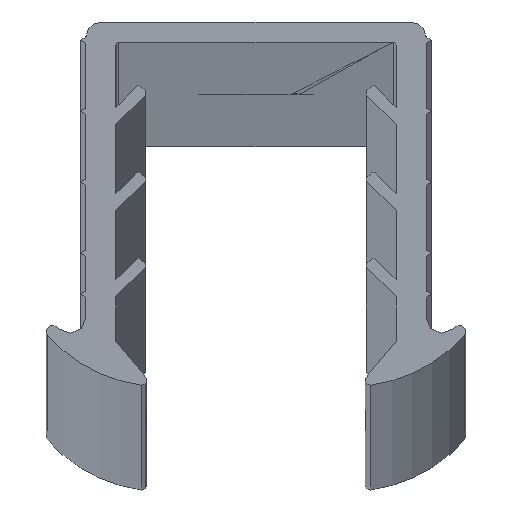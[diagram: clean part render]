
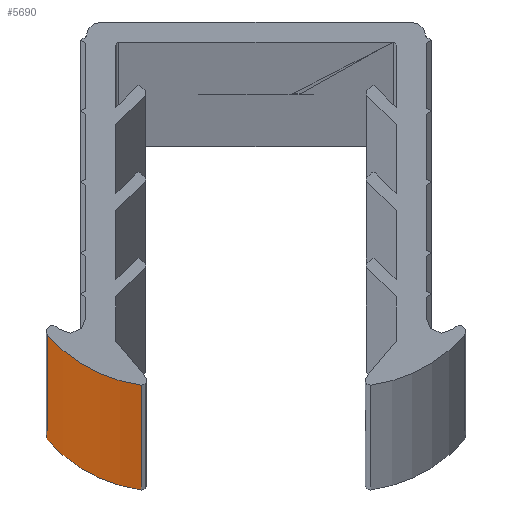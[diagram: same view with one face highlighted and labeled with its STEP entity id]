
A CAD part, top view. The second image highlights one B-rep face of the part: STEP entity #5690.
In plain terms, the highlighted cylindrical face has radius 15.3 mm (diameter 30.6 mm), a partial arc.
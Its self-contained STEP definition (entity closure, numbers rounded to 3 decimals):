
#1149 = DIRECTION ( 'NONE',  ( 0., 0., -1. ) ) ;
#1317 = LINE ( 'NONE', #2969, #16737 ) ;
#1623 = LINE ( 'NONE', #3971, #9052 ) ;
#1627 = DIRECTION ( 'NONE',  ( 0., 0., -1. ) ) ;
#1684 = DIRECTION ( 'NONE',  ( 1., 0., 0. ) ) ;
#1899 = ORIENTED_EDGE ( 'NONE', *, *, #10970, .T. ) ;
#2605 = ORIENTED_EDGE ( 'NONE', *, *, #8188, .F. ) ;
#2969 = CARTESIAN_POINT ( 'NONE',  ( -20.844, -31.302, 3000. ) ) ;
#3208 = CARTESIAN_POINT ( 'NONE',  ( -9.401, -21.146, -3000. ) ) ;
#3395 = DIRECTION ( 'NONE',  ( 0., 0., 1. ) ) ;
#3971 = CARTESIAN_POINT ( 'NONE',  ( -11.468, -36.305, 3000. ) ) ;
#4438 = CARTESIAN_POINT ( 'NONE',  ( -20.844, -31.302, -3000. ) ) ;
#4519 = FACE_OUTER_BOUND ( 'NONE', #8792, .T. ) ;
#4958 = VERTEX_POINT ( 'NONE', #5958 ) ;
#5333 = EDGE_CURVE ( 'NONE', #8661, #9299, #7598, .T. ) ;
#5441 = VERTEX_POINT ( 'NONE', #17404 ) ;
#5690 = ADVANCED_FACE ( 'NONE', ( #4519 ), #5820, .T. ) ;
#5820 = CYLINDRICAL_SURFACE ( 'NONE', #7269, 15.3 ) ;
#5947 = ORIENTED_EDGE ( 'NONE', *, *, #12124, .F. ) ;
#5958 = CARTESIAN_POINT ( 'NONE',  ( -20.844, -31.302, 3000. ) ) ;
#7269 = AXIS2_PLACEMENT_3D ( 'NONE', #9733, #1149, #12288 ) ;
#7598 = CIRCLE ( 'NONE', #11353, 15.3 ) ;
#8066 = DIRECTION ( 'NONE',  ( 0., 0., -1. ) ) ;
#8188 = EDGE_CURVE ( 'NONE', #5441, #9299, #1623, .T. ) ;
#8661 = VERTEX_POINT ( 'NONE', #4438 ) ;
#8792 = EDGE_LOOP ( 'NONE', ( #12480, #2605, #5947, #1899 ) ) ;
#9052 = VECTOR ( 'NONE', #8066, 1000. ) ;
#9299 = VERTEX_POINT ( 'NONE', #13230 ) ;
#9733 = CARTESIAN_POINT ( 'NONE',  ( -9.401, -21.146, 3000. ) ) ;
#9786 = CIRCLE ( 'NONE', #10932, 15.3 ) ;
#10932 = AXIS2_PLACEMENT_3D ( 'NONE', #13198, #3395, #13139 ) ;
#10970 = EDGE_CURVE ( 'NONE', #4958, #8661, #1317, .T. ) ;
#11353 = AXIS2_PLACEMENT_3D ( 'NONE', #3208, #11442, #1684 ) ;
#11442 = DIRECTION ( 'NONE',  ( 0., 0., 1. ) ) ;
#12124 = EDGE_CURVE ( 'NONE', #4958, #5441, #9786, .T. ) ;
#12288 = DIRECTION ( 'NONE',  ( -1., 0., 0. ) ) ;
#12480 = ORIENTED_EDGE ( 'NONE', *, *, #5333, .T. ) ;
#13139 = DIRECTION ( 'NONE',  ( 1., 0., 0. ) ) ;
#13198 = CARTESIAN_POINT ( 'NONE',  ( -9.401, -21.146, 3000. ) ) ;
#13230 = CARTESIAN_POINT ( 'NONE',  ( -11.468, -36.305, -3000. ) ) ;
#16737 = VECTOR ( 'NONE', #1627, 1000. ) ;
#17404 = CARTESIAN_POINT ( 'NONE',  ( -11.468, -36.305, 3000. ) ) ;
